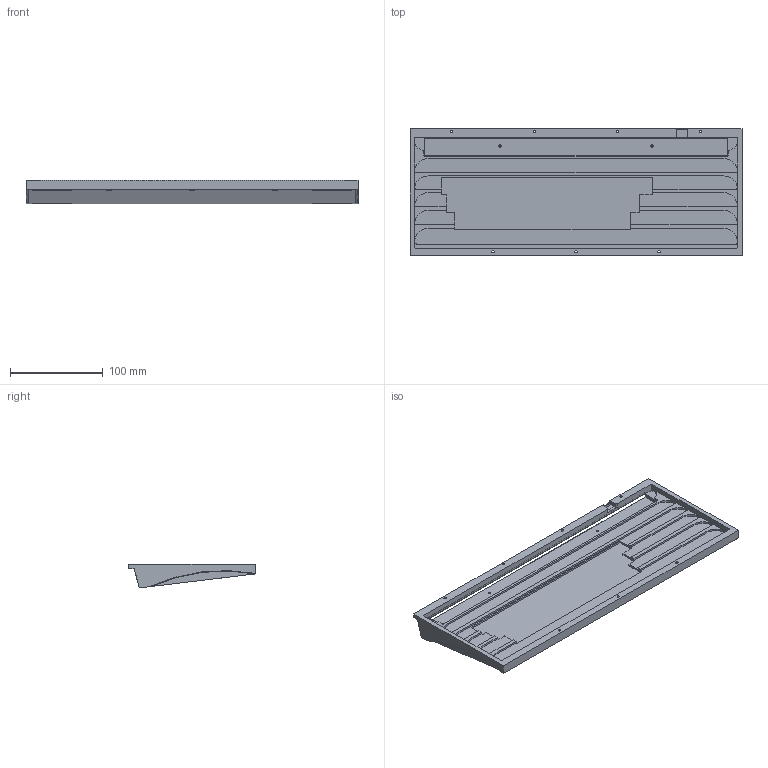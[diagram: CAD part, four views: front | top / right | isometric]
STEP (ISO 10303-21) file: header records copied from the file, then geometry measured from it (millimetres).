
FILE_DESCRIPTION(/* description */ (''),/* implementation_level */ '2;1');
FILE_NAME(/* name */ 'OpenTKLv2_Bottom.step',/* time_stamp */ '2021-05-22T11:02:33+03:00',/* author */ (''),/* organization */ (''),/* preprocessor_version */ 'ST-DEVELOPER v18.1',/* originating_system */ 'Autodesk Translation Framework v10.6.0.1341',/* authorisation */ '');
FILE_SCHEMA (('AUTOMOTIVE_DESIGN { 1 0 10303 214 3 1 1 }'));
Length unit declared in the file: millimetre
Products named in the file (1): FusionComponent
Bounding box: 357.86 x 136.76 x 25.65 mm (x, y, z)
Volume: 454954.4 mm3; surface area: 129565.3 mm2
Topology: 1 solids, 1 shells, 221 faces, 583 edges, 378 vertices
Faces by surface type: plane 114, cylinder 89, cone 12, bspline 6
Full cylindrical faces by diameter (mm): 2.529 x9, 5.6 x7
Entity records: 7014 total; most frequent: CARTESIAN_POINT 1349, DIRECTION 1197, ORIENTED_EDGE 1166, EDGE_CURVE 583, AXIS2_PLACEMENT_3D 412, VERTEX_POINT 378, LINE 373, VECTOR 373
